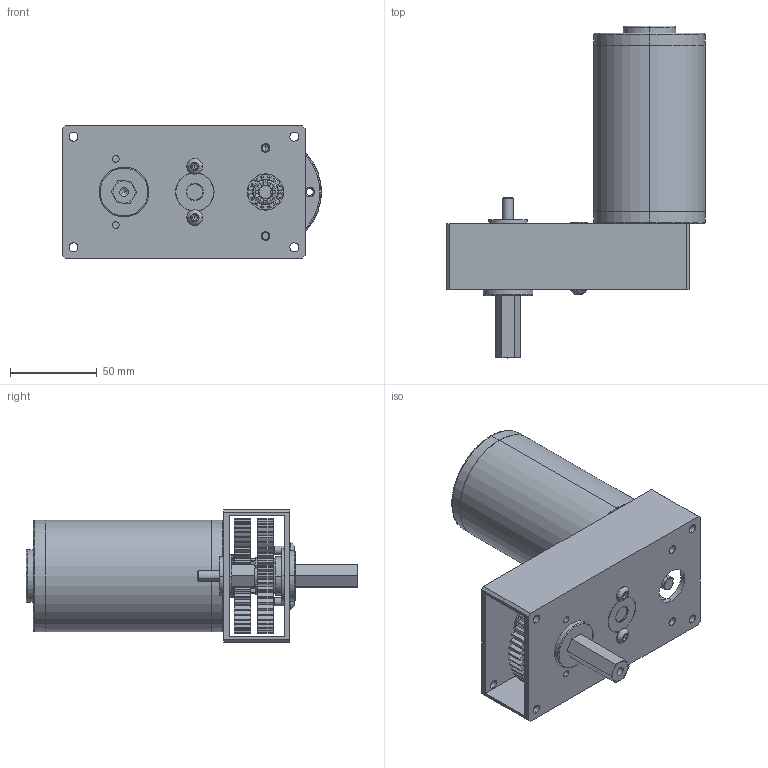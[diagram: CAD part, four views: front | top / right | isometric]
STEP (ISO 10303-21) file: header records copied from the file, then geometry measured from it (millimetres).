
FILE_DESCRIPTION (( 'STEP AP203' ), '1' );
FILE_NAME ('am-0482 TB Nano Short Hex Shaft.STEP', '2015-01-30T15:12:50', ( '' ), ( '' ), 'SwSTEP 2.0', 'SolidWorks 2014', '' );
FILE_SCHEMA (( 'CONFIG_CONTROL_DESIGN' ));
Length unit declared in the file: inch
Products named in the file (21): 500-e-klip_smart; am-0482 TB Nano Short Hex Shaft; 50T 20dp 375hex_Inch - Spur gear 20DP 50T 14.5PA .372FW ---S50N3.0H2.0L0.25N; Toughbox-nano-d01_9; Toughbox Small Hex Shaft; 50T 20dp 500hex; Spacer am-1151; FR8ZZ Hex Bearing; BHCS 10-32 x 0.375 phillips_SBHCSCREW 0.19-32x0.5-HX-C; FR6ZZ Bearing-ab; 5-16 washer_smart; R6ZZ Bearing_smart; 2mm x 2mm x 10mm Machine Key_smart; TB Hex Output Shaft; FR6_smart; 8mm_spring_clip am-0033; Toughbox Nano Hex Short; 14T CIM Gear; Toughbox Nano no Output Shaft; CIM motor-1; 14T 20dp 375hex_Inch - Spur gear 20DP 14T 14.5PA .568FW ---S14N3.0H2.0L0.25N
Assembly tree (22 placements, depth 4):
  am-0482 TB Nano Short Hex Shaft
    Toughbox Nano Hex Short
      Toughbox Nano no Output Shaft
        Toughbox-nano-d01_9
        50T 20dp 500hex
        FR8ZZ Hex Bearing
        FR6ZZ Bearing-ab
        R6ZZ Bearing_smart
        FR6_smart
        14T CIM Gear
        14T 20dp 375hex_Inch - Spur gear 20DP 14T 14.5PA .568FW ---S14N3.0H2.0L0.25N
        50T 20dp 375hex_Inch - Spur gear 20DP 50T 14.5PA .372FW ---S50N3.0H2.0L0.25N
        Toughbox Small Hex Shaft
        Spacer am-1151
        BHCS 10-32 x 0.375 phillips_SBHCSCREW 0.19-32x0.5-HX-C  x2
        5-16 washer_smart  x2
        2mm x 2mm x 10mm Machine Key_smart
        8mm_spring_clip am-0033
      500-e-klip_smart
      TB Hex Output Shaft
    CIM motor-1
Bounding box: 149.05 x 191.01 x 76.2 mm (x, y, z)
Volume: 531145.2 mm3; surface area: 132871.1 mm2
Topology: 20 solids, 20 shells, 1016 faces, 2745 edges, 1778 vertices
Faces by surface type: cylinder 707, plane 194, cone 91, sphere 12, torus 6, bspline 6
Entity records: 34309 total; most frequent: DIRECTION 6122, CARTESIAN_POINT 5754, ORIENTED_EDGE 5326, EDGE_CURVE 2663, AXIS2_PLACEMENT_3D 2541, VERTEX_POINT 1737, CIRCLE 1535, EDGE_LOOP 1084
